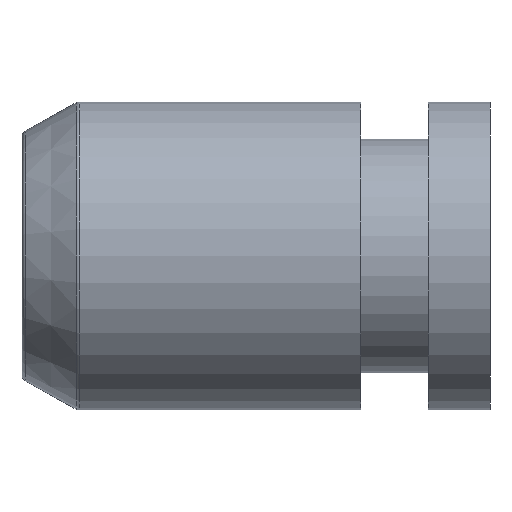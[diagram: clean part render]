
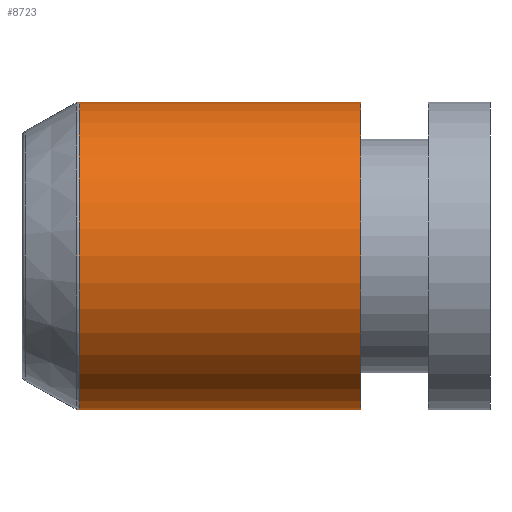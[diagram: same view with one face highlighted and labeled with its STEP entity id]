
A CAD part, left-side view. The second image highlights one B-rep face of the part: STEP entity #8723.
In plain terms, the highlighted cylindrical face has radius 12.5 mm (diameter 25 mm), a partial arc.
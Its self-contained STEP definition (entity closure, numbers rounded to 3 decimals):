
#560 = ORIENTED_EDGE ( 'NONE', *, *, #8388, .F. ) ;
#1057 = VERTEX_POINT ( 'NONE', #8228 ) ;
#1780 = DIRECTION ( 'NONE',  ( 0., 0., 1. ) ) ;
#2139 = CARTESIAN_POINT ( 'NONE',  ( -2.998, 26.186, -1.132 ) ) ;
#2267 = VERTEX_POINT ( 'NONE', #5140 ) ;
#2342 = VERTEX_POINT ( 'NONE', #3050 ) ;
#2641 = DIRECTION ( 'NONE',  ( 0., -1., 0. ) ) ;
#2826 = DIRECTION ( 'NONE',  ( 0., 0., -1. ) ) ;
#2959 = CYLINDRICAL_SURFACE ( 'NONE', #5901, 12.5 ) ;
#3050 = CARTESIAN_POINT ( 'NONE',  ( -2.998, -1.314, 11.368 ) ) ;
#3121 = VECTOR ( 'NONE', #3134, 1000. ) ;
#3134 = DIRECTION ( 'NONE',  ( 0., -1., 0. ) ) ;
#3280 = LINE ( 'NONE', #8423, #7382 ) ;
#3799 = DIRECTION ( 'NONE',  ( 0., 0., 1. ) ) ;
#3813 = LINE ( 'NONE', #6655, #3121 ) ;
#4764 = ORIENTED_EDGE ( 'NONE', *, *, #5597, .T. ) ;
#4852 = CARTESIAN_POINT ( 'NONE',  ( -2.998, 21.557, -13.632 ) ) ;
#5140 = CARTESIAN_POINT ( 'NONE',  ( -2.998, 21.557, 11.368 ) ) ;
#5290 = CARTESIAN_POINT ( 'NONE',  ( -2.998, -1.314, -1.132 ) ) ;
#5597 = EDGE_CURVE ( 'NONE', #1057, #2342, #9104, .T. ) ;
#5901 = AXIS2_PLACEMENT_3D ( 'NONE', #2139, #8514, #2826 ) ;
#6094 = EDGE_CURVE ( 'NONE', #2267, #6990, #8941, .T. ) ;
#6239 = ORIENTED_EDGE ( 'NONE', *, *, #8638, .T. ) ;
#6287 = AXIS2_PLACEMENT_3D ( 'NONE', #8025, #7341, #3799 ) ;
#6655 = CARTESIAN_POINT ( 'NONE',  ( -2.998, 26.186, 11.368 ) ) ;
#6696 = ORIENTED_EDGE ( 'NONE', *, *, #6094, .T. ) ;
#6990 = VERTEX_POINT ( 'NONE', #4852 ) ;
#7135 = FACE_OUTER_BOUND ( 'NONE', #7373, .T. ) ;
#7341 = DIRECTION ( 'NONE',  ( 0., -1., 0. ) ) ;
#7373 = EDGE_LOOP ( 'NONE', ( #560, #6696, #6239, #4764 ) ) ;
#7382 = VECTOR ( 'NONE', #2641, 1000. ) ;
#8025 = CARTESIAN_POINT ( 'NONE',  ( -2.998, 21.557, -1.132 ) ) ;
#8111 = DIRECTION ( 'NONE',  ( 0., 1., 0. ) ) ;
#8228 = CARTESIAN_POINT ( 'NONE',  ( -2.998, -1.314, -13.632 ) ) ;
#8388 = EDGE_CURVE ( 'NONE', #2267, #2342, #3813, .T. ) ;
#8423 = CARTESIAN_POINT ( 'NONE',  ( -2.998, 26.186, -13.632 ) ) ;
#8514 = DIRECTION ( 'NONE',  ( 0., -1., 0. ) ) ;
#8638 = EDGE_CURVE ( 'NONE', #6990, #1057, #3280, .T. ) ;
#8660 = AXIS2_PLACEMENT_3D ( 'NONE', #5290, #8111, #1780 ) ;
#8723 = ADVANCED_FACE ( 'NONE', ( #7135 ), #2959, .T. ) ;
#8941 = CIRCLE ( 'NONE', #6287, 12.5 ) ;
#9104 = CIRCLE ( 'NONE', #8660, 12.5 ) ;
